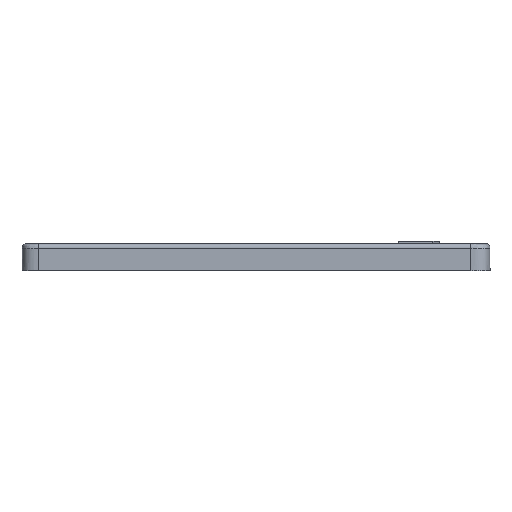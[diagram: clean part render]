
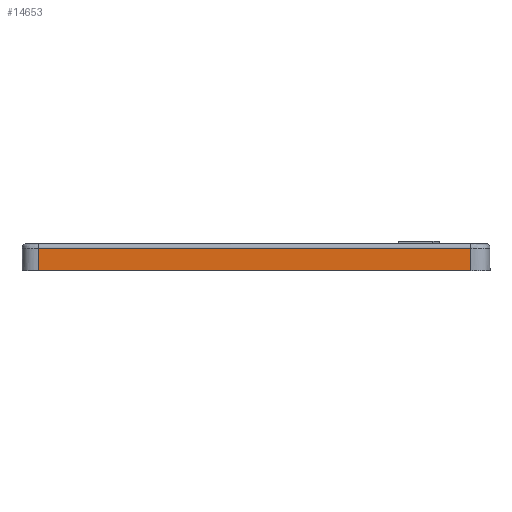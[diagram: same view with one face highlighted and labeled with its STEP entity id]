
A CAD part, front view. The second image highlights one B-rep face of the part: STEP entity #14653.
In plain terms, the highlighted planar face has unit normal (0, -1, 0).
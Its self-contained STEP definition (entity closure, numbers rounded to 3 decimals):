
#1325=FACE_OUTER_BOUND('',#2193,.T.);
#2193=EDGE_LOOP('',(#13243,#13244,#13245,#13246));
#3611=LINE('',#32568,#5057);
#3624=LINE('',#33021,#5070);
#3625=LINE('',#33039,#5071);
#3626=LINE('',#33040,#5072);
#5057=VECTOR('',#17704,10.);
#5070=VECTOR('',#17729,10.);
#5071=VECTOR('',#17732,10.);
#5072=VECTOR('',#17733,10.);
#7030=VERTEX_POINT('',#32373);
#7033=VERTEX_POINT('',#32555);
#7043=VERTEX_POINT('',#33020);
#7044=VERTEX_POINT('',#33038);
#9106=EDGE_CURVE('',#7033,#7030,#3611,.T.);
#9126=EDGE_CURVE('',#7043,#7030,#3624,.T.);
#9128=EDGE_CURVE('',#7033,#7044,#3625,.T.);
#9129=EDGE_CURVE('',#7043,#7044,#3626,.T.);
#13243=ORIENTED_EDGE('',*,*,#9106,.F.);
#13244=ORIENTED_EDGE('',*,*,#9128,.T.);
#13245=ORIENTED_EDGE('',*,*,#9129,.F.);
#13246=ORIENTED_EDGE('',*,*,#9126,.T.);
#13866=PLANE('',#15240);
#14653=ADVANCED_FACE('',(#1325),#13866,.T.);
#15240=AXIS2_PLACEMENT_3D('',#33037,#17730,#17731);
#17704=DIRECTION('',(1.,0.,0.));
#17729=DIRECTION('',(0.,0.,1.));
#17730=DIRECTION('center_axis',(0.,-1.,0.));
#17731=DIRECTION('ref_axis',(-1.,0.,0.));
#17732=DIRECTION('',(0.,0.,-1.));
#17733=DIRECTION('',(-1.,0.,0.));
#32373=CARTESIAN_POINT('',(90.307,-93.853,10.));
#32555=CARTESIAN_POINT('',(-103.249,-93.853,10.));
#32568=CARTESIAN_POINT('',(42.215,-93.853,10.));
#33020=CARTESIAN_POINT('',(90.307,-93.853,0.));
#33021=CARTESIAN_POINT('',(90.307,-93.853,2.));
#33037=CARTESIAN_POINT('Origin',(90.307,-93.853,2.));
#33038=CARTESIAN_POINT('',(-103.249,-93.853,0.));
#33039=CARTESIAN_POINT('',(-103.249,-93.853,2.));
#33040=CARTESIAN_POINT('',(-103.249,-93.853,0.));
